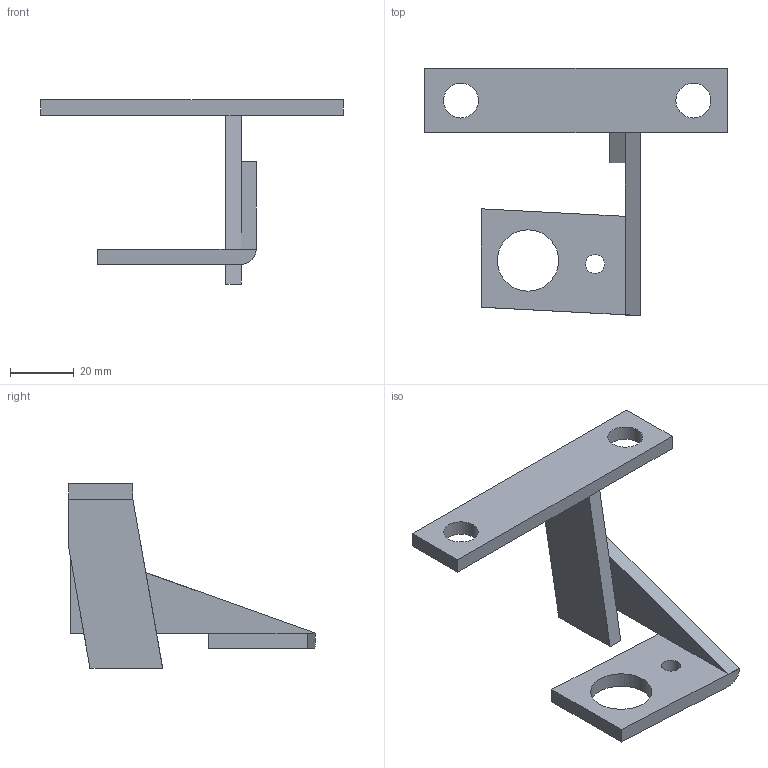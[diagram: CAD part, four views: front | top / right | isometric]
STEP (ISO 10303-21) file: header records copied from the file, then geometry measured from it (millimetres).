
FILE_DESCRIPTION(/* description */ (''),/* implementation_level */ '2;1');
FILE_NAME(/* name */ 'Mount v6.step',/* time_stamp */ '2025-05-08T22:03:27-04:00',/* author */ (''),/* organization */ (''),/* preprocessor_version */ 'ST-DEVELOPER v20.1',/* originating_system */ 'Autodesk Translation Framework v14.4.0.0',/* authorisation */ '');
FILE_SCHEMA (('AUTOMOTIVE_DESIGN { 1 0 10303 214 3 1 1 }'));
Length unit declared in the file: millimetre
Products named in the file (1): Mount
Bounding box: 95.4 x 77.77 x 58 mm (x, y, z)
Volume: 24751 mm3; surface area: 13014.4 mm2
Topology: 1 solids, 1 shells, 30 faces, 73 edges, 45 vertices
Faces by surface type: plane 25, cylinder 5
Full cylindrical faces by diameter (mm): 6 x1, 11 x2, 19.3 x1
Entity records: 908 total; most frequent: CARTESIAN_POINT 149, ORIENTED_EDGE 146, DIRECTION 145, EDGE_CURVE 73, LINE 63, VECTOR 63, VERTEX_POINT 45, AXIS2_PLACEMENT_3D 41
